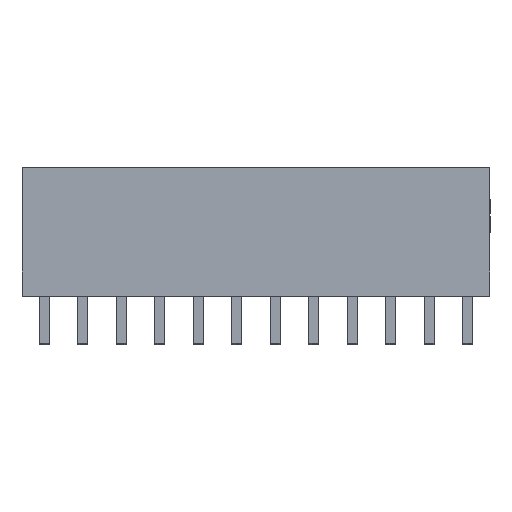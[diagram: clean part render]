
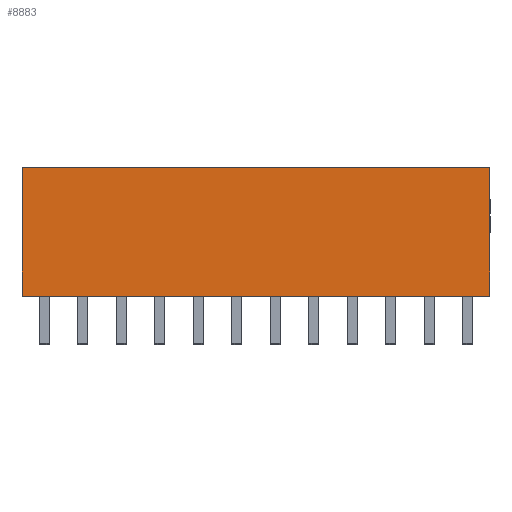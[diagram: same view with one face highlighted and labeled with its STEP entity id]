
A CAD part, front view. The second image highlights one B-rep face of the part: STEP entity #8883.
In plain terms, the highlighted planar face has unit normal (0, -1, 0).
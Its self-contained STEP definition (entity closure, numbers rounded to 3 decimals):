
#510=FACE_OUTER_BOUND('',#1038,.T.);
#1038=EDGE_LOOP('',(#6262,#6263,#6264,#6265));
#1441=LINE('',#11728,#2467);
#1819=LINE('',#13015,#2845);
#1835=LINE('',#13046,#2861);
#1836=LINE('',#13048,#2862);
#2467=VECTOR('',#9773,1.);
#2845=VECTOR('',#10399,1.);
#2861=VECTOR('',#10421,1.);
#2862=VECTOR('',#10424,1.);
#3493=VERTEX_POINT('',#11725);
#3494=VERTEX_POINT('',#11727);
#3879=VERTEX_POINT('',#13013);
#3891=VERTEX_POINT('',#13044);
#4313=EDGE_CURVE('',#3493,#3494,#1441,.T.);
#4781=EDGE_CURVE('',#3879,#3493,#1819,.T.);
#4797=EDGE_CURVE('',#3879,#3891,#1835,.T.);
#4798=EDGE_CURVE('',#3891,#3494,#1836,.T.);
#6262=ORIENTED_EDGE('',*,*,#4798,.T.);
#6263=ORIENTED_EDGE('',*,*,#4313,.F.);
#6264=ORIENTED_EDGE('',*,*,#4781,.F.);
#6265=ORIENTED_EDGE('',*,*,#4797,.T.);
#8166=PLANE('',#9428);
#8883=ADVANCED_FACE('',(#510),#8166,.F.);
#9428=AXIS2_PLACEMENT_3D('',#13047,#10422,#10423);
#9773=DIRECTION('',(0.,0.,-1.));
#10399=DIRECTION('',(1.,0.,0.));
#10421=DIRECTION('',(0.,0.,-1.));
#10422=DIRECTION('center_axis',(0.,1.,0.));
#10423=DIRECTION('ref_axis',(0.,0.,1.));
#10424=DIRECTION('',(1.,0.,0.));
#11725=CARTESIAN_POINT('',(15.44,-1.25,8.4));
#11727=CARTESIAN_POINT('',(15.44,-1.25,-0.1));
#11728=CARTESIAN_POINT('',(15.44,-1.25,8.4));
#13013=CARTESIAN_POINT('',(-15.44,-1.25,8.4));
#13015=CARTESIAN_POINT('',(-15.44,-1.25,8.4));
#13044=CARTESIAN_POINT('',(-15.44,-1.25,-0.1));
#13046=CARTESIAN_POINT('',(-15.44,-1.25,8.4));
#13047=CARTESIAN_POINT('Origin',(-15.44,-1.25,8.4));
#13048=CARTESIAN_POINT('',(-15.44,-1.25,-0.1));
